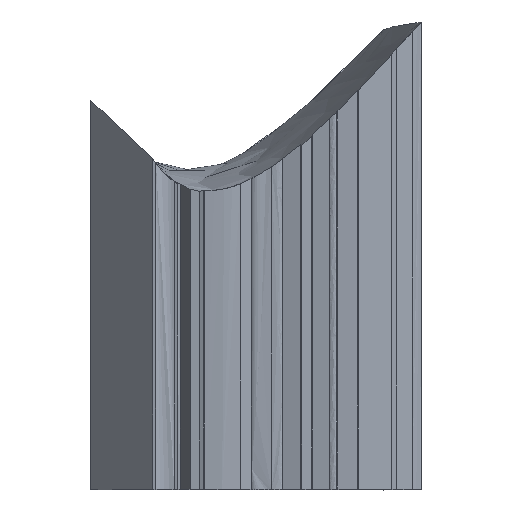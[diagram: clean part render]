
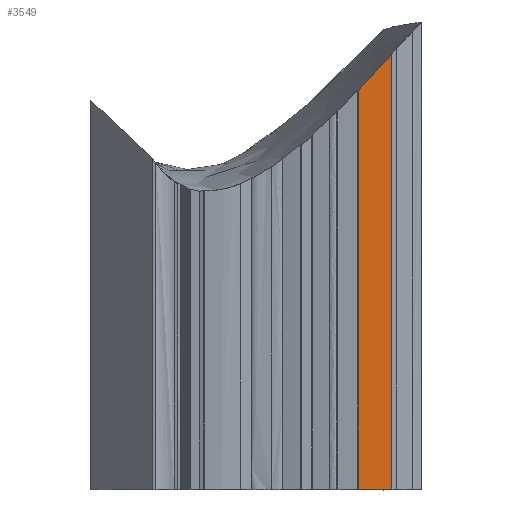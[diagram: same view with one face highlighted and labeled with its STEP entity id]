
A CAD part, top view. The second image highlights one B-rep face of the part: STEP entity #3549.
In plain terms, the highlighted free-form (B-spline) face has degree [3, 1] with [11, 2] control points.
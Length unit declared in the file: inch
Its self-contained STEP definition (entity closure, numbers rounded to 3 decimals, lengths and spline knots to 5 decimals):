
#120 = CARTESIAN_POINT ( 'NONE',  ( 0.78439, 1.34822, 0.78682 ) ) ;
#201 = EDGE_CURVE ( 'NONE', #1029, #1414, #975, .T. ) ;
#255 = EDGE_CURVE ( 'NONE', #1332, #1029, #1933, .T. ) ;
#313 = CARTESIAN_POINT ( 'NONE',  ( 0.80918, 0., 0.78769 ) ) ;
#548 = CARTESIAN_POINT ( 'NONE',  ( 0.80919, -0.00825, 0.78769 ) ) ;
#582 = CARTESIAN_POINT ( 'NONE',  ( 0.70267, 1.26108, 0.78494 ) ) ;
#688 = CARTESIAN_POINT ( 'NONE',  ( 0.7589, 0., 0.786 ) ) ;
#823 = CARTESIAN_POINT ( 'NONE',  ( 0.75525, -0.06669, 0.78591 ) ) ;
#846 = CARTESIAN_POINT ( 'NONE',  ( 0.78439, -0.03543, 0.78682 ) ) ;
#949 = CARTESIAN_POINT ( 'NONE',  ( 0.80626, 1.37213, 0.78759 ) ) ;
#973 = CARTESIAN_POINT ( 'NONE',  ( 0.79763, -0.02113, 0.78731 ) ) ;
#975 = B_SPLINE_CURVE_WITH_KNOTS ( 'NONE', 3,
 ( #582, #2212, #4636, #3905, #3827, #1809, #5037, #1005, #2639, #2110, #3723 ),
 .UNSPECIFIED., .F., .F.,
 ( 4, 1, 1, 1, 1, 1, 1, 1, 4 ),
 ( 0., 0.12509, 0.25037, 0.34857, 0.49862, 0.62582, 0.75185, 0.9158, 1. ),
 .UNSPECIFIED. ) ;
#1005 = CARTESIAN_POINT ( 'NONE',  ( 0.78439, 1.34822, 0.78682 ) ) ;
#1029 = VERTEX_POINT ( 'NONE', #3459 ) ;
#1332 = VERTEX_POINT ( 'NONE', #3550 ) ;
#1352 = CARTESIAN_POINT ( 'NONE',  ( 0.70267, 1.26108, 0.78494 ) ) ;
#1414 = VERTEX_POINT ( 'NONE', #5080 ) ;
#1488 = CARTESIAN_POINT ( 'NONE',  ( 0.78316, 0., 0.78676 ) ) ;
#1602 = CARTESIAN_POINT ( 'NONE',  ( 0.72858, -0.09516, 0.78532 ) ) ;
#1629 = CARTESIAN_POINT ( 'NONE',  ( 0.70715, 1.26581, 0.78503 ) ) ;
#1752 = CARTESIAN_POINT ( 'NONE',  ( 0.79763, 1.36252, 0.78731 ) ) ;
#1807 = ORIENTED_EDGE ( 'NONE', *, *, #201, .F. ) ;
#1809 = CARTESIAN_POINT ( 'NONE',  ( 0.75525, 1.31696, 0.78591 ) ) ;
#1860 = B_SPLINE_CURVE_WITH_KNOTS ( 'NONE', 1,
 ( #3219, #2375 ),
 .UNSPECIFIED., .F., .F.,
 ( 2, 2 ),
 ( 0.5848, 1. ),
 .UNSPECIFIED. ) ;
#1933 = B_SPLINE_CURVE_WITH_KNOTS ( 'NONE', 1,
 ( #3124, #5125 ),
 .UNSPECIFIED., .F., .F.,
 ( 2, 2 ),
 ( 0.61931, 1. ),
 .UNSPECIFIED. ) ;
#1941 = CARTESIAN_POINT ( 'NONE',  ( 0.70267, 0., 0.78494 ) ) ;
#2110 = CARTESIAN_POINT ( 'NONE',  ( 0.80626, 1.37213, 0.78759 ) ) ;
#2157 = EDGE_CURVE ( 'NONE', #2749, #1332, #4628, .T. ) ;
#2212 = CARTESIAN_POINT ( 'NONE',  ( 0.70715, 1.26581, 0.78503 ) ) ;
#2237 = CARTESIAN_POINT ( 'NONE',  ( 0.74766, 0., 0.78567 ) ) ;
#2265 = CARTESIAN_POINT ( 'NONE',  ( 0.79617, 0., 0.78726 ) ) ;
#2375 = CARTESIAN_POINT ( 'NONE',  ( 0.80918, 1.37539, 0.78769 ) ) ;
#2452 = CARTESIAN_POINT ( 'NONE',  ( 0.70267, -0.12257, 0.78494 ) ) ;
#2480 = EDGE_CURVE ( 'NONE', #2749, #1414, #1860, .T. ) ;
#2639 = CARTESIAN_POINT ( 'NONE',  ( 0.79763, 1.36252, 0.78731 ) ) ;
#2749 = VERTEX_POINT ( 'NONE', #5036 ) ;
#2881 = CARTESIAN_POINT ( 'NONE',  ( 0.80626, -0.01152, 0.78759 ) ) ;
#3002 = CARTESIAN_POINT ( 'NONE',  ( 0.71612, 1.27528, 0.78521 ) ) ;
#3061 = CARTESIAN_POINT ( 'NONE',  ( 0.73641, 0., 0.78546 ) ) ;
#3124 = CARTESIAN_POINT ( 'NONE',  ( 0.70267, 0., 0.78494 ) ) ;
#3219 = CARTESIAN_POINT ( 'NONE',  ( 0.80918, 0., 0.78769 ) ) ;
#3249 = CARTESIAN_POINT ( 'NONE',  ( 0.80919, 1.3754, 0.78769 ) ) ;
#3276 = CARTESIAN_POINT ( 'NONE',  ( 0.72858, 1.28849, 0.78532 ) ) ;
#3459 = CARTESIAN_POINT ( 'NONE',  ( 0.70267, 1.26108, 0.78494 ) ) ;
#3533 = CARTESIAN_POINT ( 'NONE',  ( 0.72516, 0., 0.78525 ) ) ;
#3549 = ADVANCED_FACE ( 'NONE', ( #4979 ), #4125, .T. ) ;
#3550 = CARTESIAN_POINT ( 'NONE',  ( 0.70267, 0., 0.78494 ) ) ;
#3671 = CARTESIAN_POINT ( 'NONE',  ( 0.76957, -0.05132, 0.78633 ) ) ;
#3723 = CARTESIAN_POINT ( 'NONE',  ( 0.80918, 1.37539, 0.78769 ) ) ;
#3768 = CARTESIAN_POINT ( 'NONE',  ( 0.74192, -0.08099, 0.78555 ) ) ;
#3827 = CARTESIAN_POINT ( 'NONE',  ( 0.74192, 1.30266, 0.78555 ) ) ;
#3905 = CARTESIAN_POINT ( 'NONE',  ( 0.72858, 1.28849, 0.78532 ) ) ;
#4066 = ORIENTED_EDGE ( 'NONE', *, *, #2480, .T. ) ;
#4068 = CARTESIAN_POINT ( 'NONE',  ( 0.75525, 1.31696, 0.78591 ) ) ;
#4125 = B_SPLINE_SURFACE_WITH_KNOTS ( 'NONE', 3, 1, ( 
 ( #2452, #1352 ),
 ( #5246, #1629 ),
 ( #4581, #3002 ),
 ( #1602, #3276 ),
 ( #3768, #4606 ),
 ( #823, #4068 ),
 ( #3671, #4190 ),
 ( #846, #120 ),
 ( #973, #1752 ),
 ( #2881, #949 ),
 ( #548, #3249 ) ),
 .UNSPECIFIED., .F., .F., .F.,
 ( 4, 1, 1, 1, 1, 1, 1, 1, 4 ),
 ( 2, 2 ),
 ( 0., 0.12509, 0.25037, 0.34857, 0.49862, 0.62582, 0.75185, 0.9158, 1. ),
 ( 0., 1. ),
 .UNSPECIFIED. ) ;
#4190 = CARTESIAN_POINT ( 'NONE',  ( 0.76957, 1.33233, 0.78633 ) ) ;
#4327 = CARTESIAN_POINT ( 'NONE',  ( 0.77014, 0., 0.78636 ) ) ;
#4581 = CARTESIAN_POINT ( 'NONE',  ( 0.71612, -0.10837, 0.78521 ) ) ;
#4586 = ORIENTED_EDGE ( 'NONE', *, *, #2157, .F. ) ;
#4606 = CARTESIAN_POINT ( 'NONE',  ( 0.74192, 1.30266, 0.78555 ) ) ;
#4628 = B_SPLINE_CURVE_WITH_KNOTS ( 'NONE', 3,
 ( #313, #2265, #1488, #4327, #688, #2237, #3061, #3533, #5140, #1941 ),
 .UNSPECIFIED., .F., .F.,
 ( 4, 3, 3, 4 ),
 ( 0., 0.00099, 0.00185, 0.00271 ),
 .UNSPECIFIED. ) ;
#4636 = CARTESIAN_POINT ( 'NONE',  ( 0.71612, 1.27528, 0.78521 ) ) ;
#4772 = EDGE_LOOP ( 'NONE', ( #4586, #4066, #1807, #4934 ) ) ;
#4934 = ORIENTED_EDGE ( 'NONE', *, *, #255, .F. ) ;
#4979 = FACE_OUTER_BOUND ( 'NONE', #4772, .T. ) ;
#5036 = CARTESIAN_POINT ( 'NONE',  ( 0.80918, 0., 0.78769 ) ) ;
#5037 = CARTESIAN_POINT ( 'NONE',  ( 0.76957, 1.33233, 0.78633 ) ) ;
#5080 = CARTESIAN_POINT ( 'NONE',  ( 0.80918, 1.37539, 0.78769 ) ) ;
#5125 = CARTESIAN_POINT ( 'NONE',  ( 0.70267, 1.26108, 0.78494 ) ) ;
#5140 = CARTESIAN_POINT ( 'NONE',  ( 0.71392, 0., 0.78516 ) ) ;
#5246 = CARTESIAN_POINT ( 'NONE',  ( 0.70715, -0.11784, 0.78503 ) ) ;
